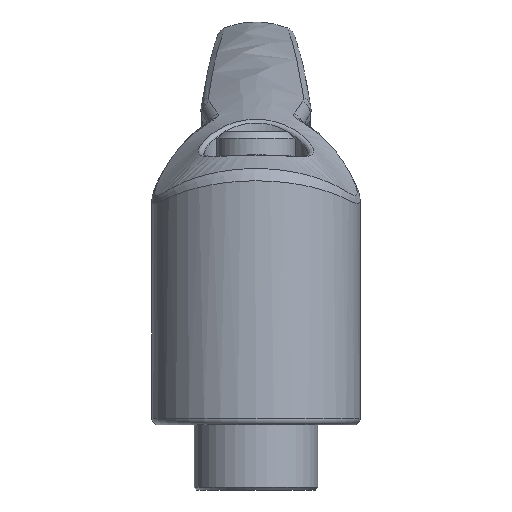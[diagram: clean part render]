
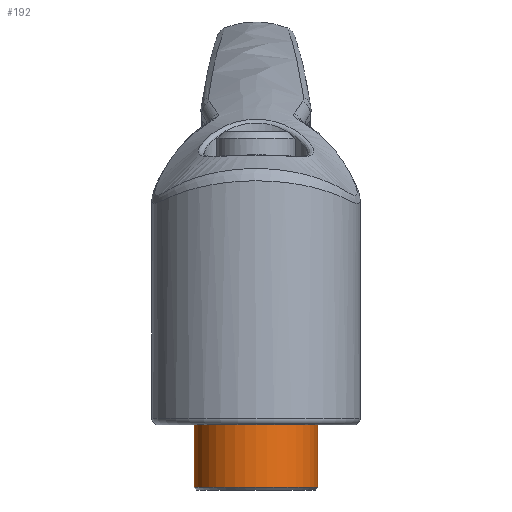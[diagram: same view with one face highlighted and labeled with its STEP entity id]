
A CAD part, front view. The second image highlights one B-rep face of the part: STEP entity #192.
In plain terms, the highlighted cylindrical face has radius 4.75 mm (diameter 9.5 mm), a full revolution.
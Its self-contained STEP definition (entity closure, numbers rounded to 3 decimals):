
#192 = ADVANCED_FACE( '', ( #412, #413 ), #414, .T. );
#412 = FACE_OUTER_BOUND( '', #4066, .T. );
#413 = FACE_OUTER_BOUND( '', #4067, .T. );
#414 = CYLINDRICAL_SURFACE( '', #4068, 4.75 );
#4066 = EDGE_LOOP( '', ( #5105 ) );
#4067 = EDGE_LOOP( '', ( #5106 ) );
#4068 = AXIS2_PLACEMENT_3D( '', #5107, #5108, #5109 );
#5105 = ORIENTED_EDGE( '', *, *, #5470, .T. );
#5106 = ORIENTED_EDGE( '', *, *, #5471, .T. );
#5107 = CARTESIAN_POINT( '', ( 0., 0., -5. ) );
#5108 = DIRECTION( '', ( 0., 0., -1. ) );
#5109 = DIRECTION( '', ( 1., 0., 0. ) );
#5470 = EDGE_CURVE( '', #5797, #5797, #5798, .F. );
#5471 = EDGE_CURVE( '', #5799, #5799, #5800, .F. );
#5797 = VERTEX_POINT( '', #8358 );
#5798 = CIRCLE( '', #8359, 4.75 );
#5799 = VERTEX_POINT( '', #8360 );
#5800 = CIRCLE( '', #8361, 4.75 );
#8358 = CARTESIAN_POINT( '', ( -4.75, 0., -4.8 ) );
#8359 = AXIS2_PLACEMENT_3D( '', #8673, #8674, #8675 );
#8360 = CARTESIAN_POINT( '', ( 4.75, 0., 0. ) );
#8361 = AXIS2_PLACEMENT_3D( '', #8676, #8677, #8678 );
#8673 = CARTESIAN_POINT( '', ( 0., 0., -4.8 ) );
#8674 = DIRECTION( '', ( 0., 0., -1. ) );
#8675 = DIRECTION( '', ( -1., 0., 0. ) );
#8676 = CARTESIAN_POINT( '', ( 0., 0., 0. ) );
#8677 = DIRECTION( '', ( 0., 0., 1. ) );
#8678 = DIRECTION( '', ( 1., 0., 0. ) );
